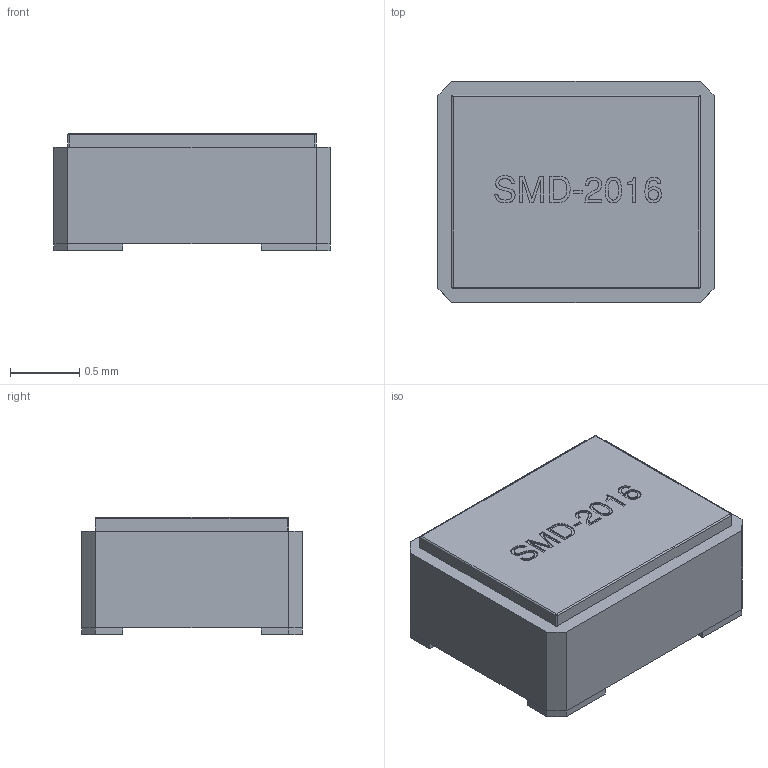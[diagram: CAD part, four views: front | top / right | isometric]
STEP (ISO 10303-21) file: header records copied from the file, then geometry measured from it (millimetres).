
FILE_DESCRIPTION(('FreeCAD Model'),'2;1');
FILE_NAME('Crystal_SMD_2016-4Pin_2.0x1.6mm.stp' ,'2019-07-23T19:49:25',('Author'),(''), 'Open CASCADE STEP processor 7.3','FreeCAD','Unknown');
FILE_SCHEMA(('AUTOMOTIVE_DESIGN { 1 0 10303 214 1 1 1 1 }'));
Length unit declared in the file: millimetre
Products named in the file (1): Fillet001
Bounding box: 2 x 1.6 x 0.85 mm (x, y, z)
Volume: 2.5 mm3; surface area: 12.2 mm2
Topology: 1 solids, 1 shells, 193 faces, 515 edges, 334 vertices
Faces by surface type: extrusion 135, plane 42, bspline 8, cylinder 6, sphere 2
Entity records: 7358 total; most frequent: CARTESIAN_POINT 1752, ORIENTED_EDGE 1026, EDGE_CURVE 513, DIRECTION 490, B_SPLINE_CURVE_WITH_KNOTS 405, VECTOR 368, VERTEX_POINT 334, LINE 233
